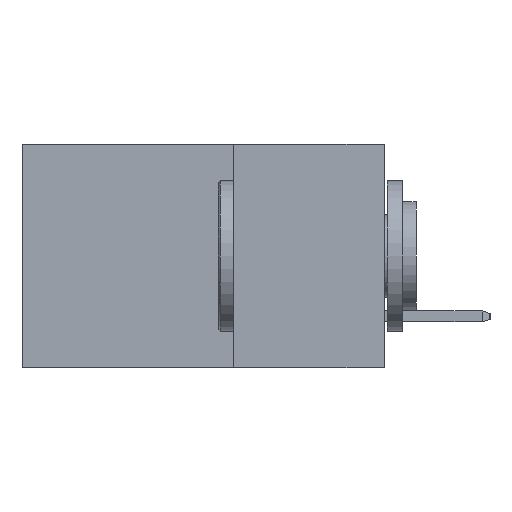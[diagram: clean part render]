
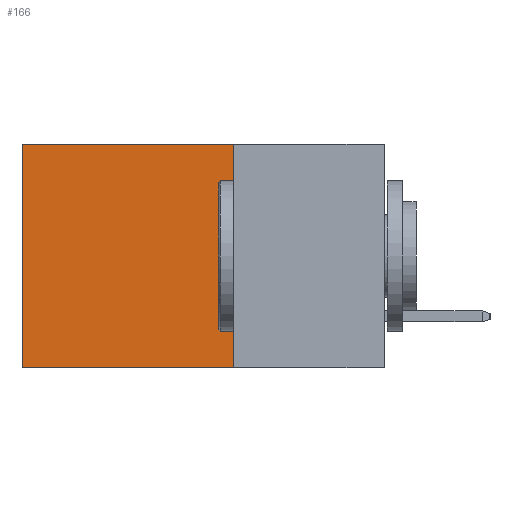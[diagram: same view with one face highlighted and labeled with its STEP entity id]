
A CAD part, left-side view. The second image highlights one B-rep face of the part: STEP entity #166.
In plain terms, the highlighted planar face has unit normal (-1, 0, 0).
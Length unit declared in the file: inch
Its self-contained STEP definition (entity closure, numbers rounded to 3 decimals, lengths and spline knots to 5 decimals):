
#166 = ADVANCED_FACE ( 'NONE', ( #11427 ), #9000, .F. ) ;
#1268 = LINE ( 'NONE', #16596, #18920 ) ;
#1318 = CARTESIAN_POINT ( 'NONE',  ( 0.298, 0.25, -0.37 ) ) ;
#2358 = AXIS2_PLACEMENT_3D ( 'NONE', #20928, #16705, #16642 ) ;
#3217 = CARTESIAN_POINT ( 'NONE',  ( 0.298, 0.25, 0. ) ) ;
#3933 = DIRECTION ( 'NONE',  ( 0., 1., 0. ) ) ;
#3988 = DIRECTION ( 'NONE',  ( 0., 1., 0. ) ) ;
#4493 = LINE ( 'NONE', #12448, #17610 ) ;
#5002 = EDGE_CURVE ( 'NONE', #5161, #18057, #1268, .T. ) ;
#5161 = VERTEX_POINT ( 'NONE', #8409 ) ;
#6781 = DIRECTION ( 'NONE',  ( 0., 0., -1. ) ) ;
#6855 = ORIENTED_EDGE ( 'NONE', *, *, #17507, .F. ) ;
#8321 = VERTEX_POINT ( 'NONE', #1318 ) ;
#8409 = CARTESIAN_POINT ( 'NONE',  ( 0.298, 0.6, 0. ) ) ;
#9000 = PLANE ( 'NONE',  #2358 ) ;
#9847 = ORIENTED_EDGE ( 'NONE', *, *, #5002, .T. ) ;
#11427 = FACE_OUTER_BOUND ( 'NONE', #13385, .T. ) ;
#12330 = VECTOR ( 'NONE', #3933, 39.37008 ) ;
#12448 = CARTESIAN_POINT ( 'NONE',  ( 0.298, 0.25, -0.37 ) ) ;
#13385 = EDGE_LOOP ( 'NONE', ( #9847, #6855, #20247, #18935 ) ) ;
#14494 = CARTESIAN_POINT ( 'NONE',  ( 0.298, 0.25, 0. ) ) ;
#16408 = VERTEX_POINT ( 'NONE', #14494 ) ;
#16596 = CARTESIAN_POINT ( 'NONE',  ( 0.298, 0.6, 0. ) ) ;
#16642 = DIRECTION ( 'NONE',  ( 0., 0., -1. ) ) ;
#16705 = DIRECTION ( 'NONE',  ( 1., 0., 0. ) ) ;
#16797 = LINE ( 'NONE', #3217, #20788 ) ;
#16881 = LINE ( 'NONE', #17628, #12330 ) ;
#16955 = EDGE_CURVE ( 'NONE', #16408, #5161, #16881, .T. ) ;
#17507 = EDGE_CURVE ( 'NONE', #8321, #18057, #4493, .T. ) ;
#17610 = VECTOR ( 'NONE', #3988, 39.37008 ) ;
#17628 = CARTESIAN_POINT ( 'NONE',  ( 0.298, 0.25, 0. ) ) ;
#18057 = VERTEX_POINT ( 'NONE', #20357 ) ;
#18553 = DIRECTION ( 'NONE',  ( 0., 0., -1. ) ) ;
#18920 = VECTOR ( 'NONE', #6781, 39.37008 ) ;
#18935 = ORIENTED_EDGE ( 'NONE', *, *, #16955, .T. ) ;
#20247 = ORIENTED_EDGE ( 'NONE', *, *, #21916, .F. ) ;
#20357 = CARTESIAN_POINT ( 'NONE',  ( 0.298, 0.6, -0.37 ) ) ;
#20788 = VECTOR ( 'NONE', #18553, 39.37008 ) ;
#20928 = CARTESIAN_POINT ( 'NONE',  ( 0.298, 0.25, 0. ) ) ;
#21916 = EDGE_CURVE ( 'NONE', #16408, #8321, #16797, .T. ) ;
